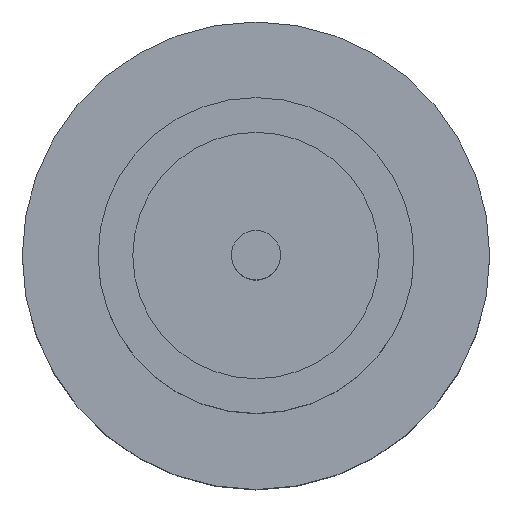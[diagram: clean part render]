
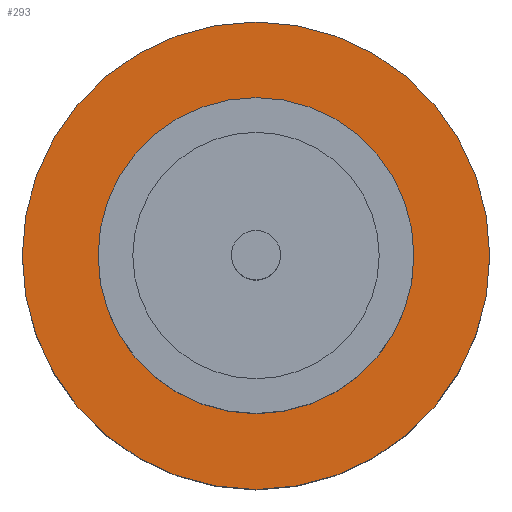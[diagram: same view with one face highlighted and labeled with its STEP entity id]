
A CAD part, top view. The second image highlights one B-rep face of the part: STEP entity #293.
In plain terms, the highlighted planar face has unit normal (0, 0, 1).
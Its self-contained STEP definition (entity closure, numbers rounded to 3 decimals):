
#5 = AXIS2_PLACEMENT_3D ( 'NONE', #247, #121, #578 ) ;
#8 = DIRECTION ( 'NONE',  ( 1., 0., 0. ) ) ;
#38 = CARTESIAN_POINT ( 'NONE',  ( 1.25, 0., 1.55 ) ) ;
#40 = EDGE_CURVE ( 'NONE', #64, #710, #747, .T. ) ;
#47 = DIRECTION ( 'NONE',  ( 1., 0., 0. ) ) ;
#55 = AXIS2_PLACEMENT_3D ( 'NONE', #743, #553, #8 ) ;
#56 = EDGE_CURVE ( 'NONE', #710, #64, #406, .T. ) ;
#59 = DIRECTION ( 'NONE',  ( 1., 0., 0. ) ) ;
#64 = VERTEX_POINT ( 'NONE', #462 ) ;
#79 = EDGE_CURVE ( 'NONE', #658, #451, #486, .T. ) ;
#117 = DIRECTION ( 'NONE',  ( 0., 0., 1. ) ) ;
#121 = DIRECTION ( 'NONE',  ( 0., 0., 1. ) ) ;
#124 = CARTESIAN_POINT ( 'NONE',  ( 1.85, 0., 1.55 ) ) ;
#185 = CARTESIAN_POINT ( 'NONE',  ( 0., 0., 1.55 ) ) ;
#201 = PLANE ( 'NONE',  #55 ) ;
#247 = CARTESIAN_POINT ( 'NONE',  ( 0., 0., 1.55 ) ) ;
#263 = DIRECTION ( 'NONE',  ( 1., 0., 0. ) ) ;
#281 = AXIS2_PLACEMENT_3D ( 'NONE', #185, #651, #263 ) ;
#293 = ADVANCED_FACE ( 'NONE', ( #682, #377 ), #201, .T. ) ;
#328 = CARTESIAN_POINT ( 'NONE',  ( 0., 0., 1.55 ) ) ;
#349 = ORIENTED_EDGE ( 'NONE', *, *, #79, .F. ) ;
#356 = EDGE_LOOP ( 'NONE', ( #476, #349 ) ) ;
#377 = FACE_OUTER_BOUND ( 'NONE', #674, .T. ) ;
#380 = AXIS2_PLACEMENT_3D ( 'NONE', #392, #117, #59 ) ;
#392 = CARTESIAN_POINT ( 'NONE',  ( 0., 0., 1.55 ) ) ;
#406 = CIRCLE ( 'NONE', #765, 1.85 ) ;
#451 = VERTEX_POINT ( 'NONE', #38 ) ;
#462 = CARTESIAN_POINT ( 'NONE',  ( -1.85, 0., 1.55 ) ) ;
#476 = ORIENTED_EDGE ( 'NONE', *, *, #572, .F. ) ;
#486 = CIRCLE ( 'NONE', #281, 1.25 ) ;
#495 = ORIENTED_EDGE ( 'NONE', *, *, #40, .T. ) ;
#518 = CIRCLE ( 'NONE', #380, 1.25 ) ;
#529 = DIRECTION ( 'NONE',  ( 0., 0., 1. ) ) ;
#531 = CARTESIAN_POINT ( 'NONE',  ( -1.25, 0., 1.55 ) ) ;
#541 = ORIENTED_EDGE ( 'NONE', *, *, #56, .T. ) ;
#553 = DIRECTION ( 'NONE',  ( 0., 0., 1. ) ) ;
#572 = EDGE_CURVE ( 'NONE', #451, #658, #518, .T. ) ;
#578 = DIRECTION ( 'NONE',  ( 1., 0., 0. ) ) ;
#651 = DIRECTION ( 'NONE',  ( 0., 0., 1. ) ) ;
#658 = VERTEX_POINT ( 'NONE', #531 ) ;
#674 = EDGE_LOOP ( 'NONE', ( #495, #541 ) ) ;
#682 = FACE_BOUND ( 'NONE', #356, .T. ) ;
#710 = VERTEX_POINT ( 'NONE', #124 ) ;
#743 = CARTESIAN_POINT ( 'NONE',  ( 0., 0., 1.55 ) ) ;
#747 = CIRCLE ( 'NONE', #5, 1.85 ) ;
#765 = AXIS2_PLACEMENT_3D ( 'NONE', #328, #529, #47 ) ;
